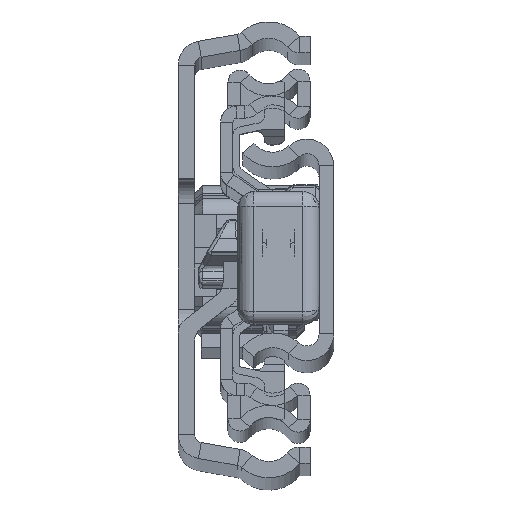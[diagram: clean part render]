
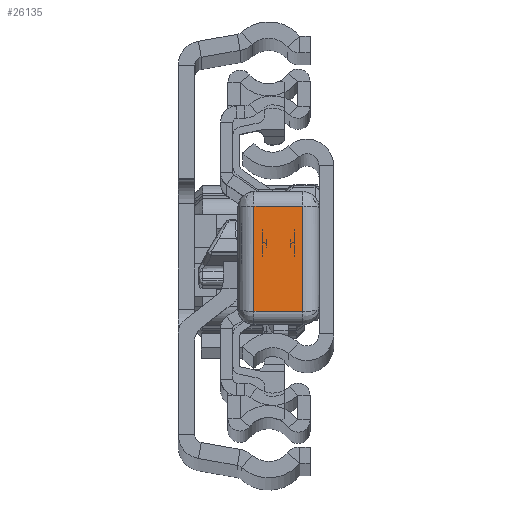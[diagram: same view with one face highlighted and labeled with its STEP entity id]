
A CAD part, top view. The second image highlights one B-rep face of the part: STEP entity #26135.
In plain terms, the highlighted face is planar.
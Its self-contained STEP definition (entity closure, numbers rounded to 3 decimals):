
#7633 = VERTEX_POINT ( 'NONE', #49762 ) ;
#8901 = CARTESIAN_POINT ( 'NONE',  ( 39.636, 0.361, 8. ) ) ;
#9282 = AXIS2_PLACEMENT_3D ( 'NONE', #13927, #38576, #58600 ) ;
#10494 = CARTESIAN_POINT ( 'NONE',  ( 39.636, 0.361, 5.5 ) ) ;
#11569 = VERTEX_POINT ( 'NONE', #38762 ) ;
#11773 = EDGE_CURVE ( 'NONE', #7633, #13595, #61373, .T. ) ;
#12648 = CARTESIAN_POINT ( 'NONE',  ( 39.636, -12.609, 5.5 ) ) ;
#13595 = VERTEX_POINT ( 'NONE', #8901 ) ;
#13927 = CARTESIAN_POINT ( 'NONE',  ( 39.636, 0., 5.5 ) ) ;
#21237 = VECTOR ( 'NONE', #53339, 1000. ) ;
#24394 = VECTOR ( 'NONE', #47945, 1000. ) ;
#25927 = DIRECTION ( 'NONE',  ( 0., 0., 1. ) ) ;
#26135 = ADVANCED_FACE ( 'NONE', ( #27738 ), #62880, .F. ) ;
#27106 = LINE ( 'NONE', #12648, #21237 ) ;
#27500 = VECTOR ( 'NONE', #34503, 1000. ) ;
#27738 = FACE_OUTER_BOUND ( 'NONE', #53712, .T. ) ;
#31149 = EDGE_CURVE ( 'NONE', #13595, #62079, #43341, .T. ) ;
#33492 = CARTESIAN_POINT ( 'NONE',  ( 39.636, 0., 8. ) ) ;
#34183 = LINE ( 'NONE', #54546, #27500 ) ;
#34503 = DIRECTION ( 'NONE',  ( 0., 1., 0. ) ) ;
#38576 = DIRECTION ( 'NONE',  ( -1., 0., 0. ) ) ;
#38762 = CARTESIAN_POINT ( 'NONE',  ( 39.636, -12.609, 2. ) ) ;
#38998 = CARTESIAN_POINT ( 'NONE',  ( 39.636, -12.609, 8. ) ) ;
#43341 = LINE ( 'NONE', #33492, #24394 ) ;
#47343 = EDGE_CURVE ( 'NONE', #11569, #7633, #34183, .T. ) ;
#47945 = DIRECTION ( 'NONE',  ( 0., -1., 0. ) ) ;
#49762 = CARTESIAN_POINT ( 'NONE',  ( 39.636, 0.361, 2. ) ) ;
#53339 = DIRECTION ( 'NONE',  ( 0., 0., -1. ) ) ;
#53712 = EDGE_LOOP ( 'NONE', ( #61458, #60001, #61819, #59656 ) ) ;
#54546 = CARTESIAN_POINT ( 'NONE',  ( 39.636, 0., 2. ) ) ;
#56438 = VECTOR ( 'NONE', #25927, 1000. ) ;
#58600 = DIRECTION ( 'NONE',  ( 0., 0., -1. ) ) ;
#59656 = ORIENTED_EDGE ( 'NONE', *, *, #63814, .T. ) ;
#60001 = ORIENTED_EDGE ( 'NONE', *, *, #11773, .T. ) ;
#61373 = LINE ( 'NONE', #10494, #56438 ) ;
#61458 = ORIENTED_EDGE ( 'NONE', *, *, #47343, .T. ) ;
#61819 = ORIENTED_EDGE ( 'NONE', *, *, #31149, .T. ) ;
#62079 = VERTEX_POINT ( 'NONE', #38998 ) ;
#62880 = PLANE ( 'NONE',  #9282 ) ;
#63814 = EDGE_CURVE ( 'NONE', #62079, #11569, #27106, .T. ) ;
